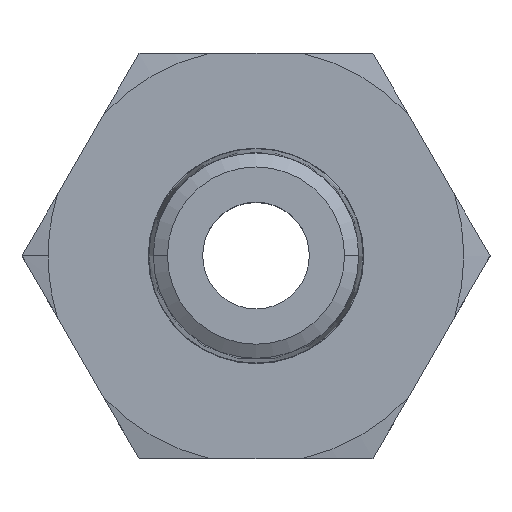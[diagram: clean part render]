
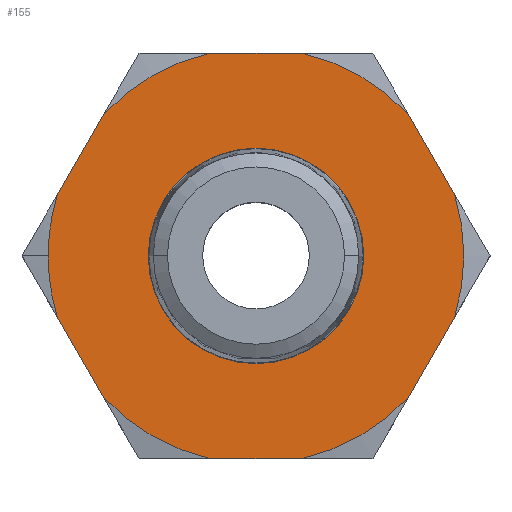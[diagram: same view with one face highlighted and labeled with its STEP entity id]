
A CAD part, top view. The second image highlights one B-rep face of the part: STEP entity #155.
In plain terms, the highlighted planar face has unit normal (0, 0, 1).
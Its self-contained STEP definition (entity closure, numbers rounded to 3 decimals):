
#8 = EDGE_LOOP ( 'NONE', ( #9, #21, #22, #151, #23, #153, #31, #36, #24, #30, #120, #117, #17 ) ) ;
#9 = ORIENTED_EDGE ( 'NONE', *, *, #10, .T. ) ;
#10 = EDGE_CURVE ( 'NONE', #54, #586, #500, .T. ) ;
#12 = EDGE_CURVE ( 'NONE', #49, #50, #689, .T. ) ;
#17 = ORIENTED_EDGE ( 'NONE', *, *, #55, .F. ) ;
#21 = ORIENTED_EDGE ( 'NONE', *, *, #466, .F. ) ;
#22 = ORIENTED_EDGE ( 'NONE', *, *, #152, .T. ) ;
#23 = ORIENTED_EDGE ( 'NONE', *, *, #609, .F. ) ;
#24 = ORIENTED_EDGE ( 'NONE', *, *, #456, .F. ) ;
#30 = ORIENTED_EDGE ( 'NONE', *, *, #138, .T. ) ;
#31 = ORIENTED_EDGE ( 'NONE', *, *, #523, .F. ) ;
#36 = ORIENTED_EDGE ( 'NONE', *, *, #150, .T. ) ;
#48 = VERTEX_POINT ( 'NONE', #704 ) ;
#49 = VERTEX_POINT ( 'NONE', #703 ) ;
#50 = VERTEX_POINT ( 'NONE', #699 ) ;
#54 = VERTEX_POINT ( 'NONE', #640 ) ;
#55 = EDGE_CURVE ( 'NONE', #54, #48, #639, .T. ) ;
#117 = ORIENTED_EDGE ( 'NONE', *, *, #118, .T. ) ;
#118 = EDGE_CURVE ( 'NONE', #49, #48, #822, .T. ) ;
#120 = ORIENTED_EDGE ( 'NONE', *, *, #12, .F. ) ;
#125 = EDGE_CURVE ( 'NONE', #449, #607, #796, .T. ) ;
#138 = EDGE_CURVE ( 'NONE', #602, #50, #835, .T. ) ;
#150 = EDGE_CURVE ( 'NONE', #603, #457, #777, .T. ) ;
#151 = ORIENTED_EDGE ( 'NONE', *, *, #353, .T. ) ;
#152 = EDGE_CURVE ( 'NONE', #479, #354, #772, .T. ) ;
#153 = ORIENTED_EDGE ( 'NONE', *, *, #125, .T. ) ;
#155 = ADVANCED_FACE ( 'NONE', ( #773, #790 ), #789, .F. ) ;
#156 = EDGE_LOOP ( 'NONE', ( #157, #158 ) ) ;
#157 = ORIENTED_EDGE ( 'NONE', *, *, #614, .F. ) ;
#158 = ORIENTED_EDGE ( 'NONE', *, *, #413, .F. ) ;
#353 = EDGE_CURVE ( 'NONE', #354, #363, #1209, .T. ) ;
#354 = VERTEX_POINT ( 'NONE', #1189 ) ;
#363 = VERTEX_POINT ( 'NONE', #1175 ) ;
#413 = EDGE_CURVE ( 'NONE', #576, #441, #1280, .T. ) ;
#441 = VERTEX_POINT ( 'NONE', #1394 ) ;
#449 = VERTEX_POINT ( 'NONE', #1399 ) ;
#456 = EDGE_CURVE ( 'NONE', #602, #457, #1347, .T. ) ;
#457 = VERTEX_POINT ( 'NONE', #1343 ) ;
#466 = EDGE_CURVE ( 'NONE', #479, #586, #1413, .T. ) ;
#479 = VERTEX_POINT ( 'NONE', #1461 ) ;
#497 = DIRECTION ( 'NONE',  ( 1., 0., 0. ) ) ;
#498 = DIRECTION ( 'NONE',  ( 0., 0., 1. ) ) ;
#499 = AXIS2_PLACEMENT_3D ( 'NONE', #506, #498, #497 ) ;
#500 = CIRCLE ( 'NONE', #499, 9.744 ) ;
#506 = CARTESIAN_POINT ( 'NONE',  ( 0., 0., 4.815 ) ) ;
#523 = EDGE_CURVE ( 'NONE', #603, #607, #1481, .T. ) ;
#576 = VERTEX_POINT ( 'NONE', #1553 ) ;
#586 = VERTEX_POINT ( 'NONE', #1578 ) ;
#602 = VERTEX_POINT ( 'NONE', #1635 ) ;
#603 = VERTEX_POINT ( 'NONE', #1637 ) ;
#607 = VERTEX_POINT ( 'NONE', #1602 ) ;
#609 = EDGE_CURVE ( 'NONE', #449, #363, #1644, .T. ) ;
#614 = EDGE_CURVE ( 'NONE', #441, #576, #1645, .T. ) ;
#636 = DIRECTION ( 'NONE',  ( 1., 0., 0. ) ) ;
#637 = VECTOR ( 'NONE', #636, 1000. ) ;
#638 = CARTESIAN_POINT ( 'NONE',  ( 0., 9.5, 4.815 ) ) ;
#639 = LINE ( 'NONE', #638, #637 ) ;
#640 = CARTESIAN_POINT ( 'NONE',  ( -2.167, 9.5, 4.815 ) ) ;
#661 = DIRECTION ( 'NONE',  ( 0.5, -0.866, 0. ) ) ;
#689 = LINE ( 'NONE', #726, #706 ) ;
#699 = CARTESIAN_POINT ( 'NONE',  ( 9.311, 2.873, 4.815 ) ) ;
#703 = CARTESIAN_POINT ( 'NONE',  ( 7.144, 6.627, 4.815 ) ) ;
#704 = CARTESIAN_POINT ( 'NONE',  ( 2.167, 9.5, 4.815 ) ) ;
#706 = VECTOR ( 'NONE', #661, 1000. ) ;
#726 = CARTESIAN_POINT ( 'NONE',  ( 3.477, 12.977, 4.815 ) ) ;
#740 = DIRECTION ( 'NONE',  ( 1., 0., 0. ) ) ;
#741 = DIRECTION ( 'NONE',  ( 0., 0., 1. ) ) ;
#742 = CARTESIAN_POINT ( 'NONE',  ( 0., 0., 4.815 ) ) ;
#743 = AXIS2_PLACEMENT_3D ( 'NONE', #742, #741, #740 ) ;
#751 = CARTESIAN_POINT ( 'NONE',  ( 0., 0., 4.815 ) ) ;
#762 = CARTESIAN_POINT ( 'NONE',  ( 0., 0., 4.815 ) ) ;
#769 = DIRECTION ( 'NONE',  ( 1., 0., 0. ) ) ;
#770 = DIRECTION ( 'NONE',  ( 0., 0., 1. ) ) ;
#771 = AXIS2_PLACEMENT_3D ( 'NONE', #778, #770, #769 ) ;
#772 = CIRCLE ( 'NONE', #771, 9.744 ) ;
#773 = FACE_BOUND ( 'NONE', #156, .T. ) ;
#774 = DIRECTION ( 'NONE',  ( 1., 0., 0. ) ) ;
#775 = DIRECTION ( 'NONE',  ( 0., 0., 1. ) ) ;
#776 = AXIS2_PLACEMENT_3D ( 'NONE', #762, #775, #774 ) ;
#777 = CIRCLE ( 'NONE', #776, 9.744 ) ;
#778 = CARTESIAN_POINT ( 'NONE',  ( 0., 0., 4.815 ) ) ;
#785 = DIRECTION ( 'NONE',  ( -1., 0., 0. ) ) ;
#786 = DIRECTION ( 'NONE',  ( 0., 0., -1. ) ) ;
#787 = CARTESIAN_POINT ( 'NONE',  ( 0., 10.97, 4.815 ) ) ;
#788 = AXIS2_PLACEMENT_3D ( 'NONE', #787, #786, #785 ) ;
#789 = PLANE ( 'NONE',  #788 ) ;
#790 = FACE_OUTER_BOUND ( 'NONE', #8, .T. ) ;
#793 = DIRECTION ( 'NONE',  ( 1., 0., 0. ) ) ;
#794 = DIRECTION ( 'NONE',  ( 0., 0., 1. ) ) ;
#795 = AXIS2_PLACEMENT_3D ( 'NONE', #751, #794, #793 ) ;
#796 = CIRCLE ( 'NONE', #795, 9.744 ) ;
#818 = DIRECTION ( 'NONE',  ( 1., 0., 0. ) ) ;
#819 = DIRECTION ( 'NONE',  ( 0., 0., 1. ) ) ;
#820 = CARTESIAN_POINT ( 'NONE',  ( 0., 0., 4.815 ) ) ;
#821 = AXIS2_PLACEMENT_3D ( 'NONE', #820, #819, #818 ) ;
#822 = CIRCLE ( 'NONE', #821, 9.744 ) ;
#835 = CIRCLE ( 'NONE', #743, 9.744 ) ;
#1175 = CARTESIAN_POINT ( 'NONE',  ( -9.311, -2.873, 4.815 ) ) ;
#1189 = CARTESIAN_POINT ( 'NONE',  ( -9.744, 0., 4.815 ) ) ;
#1190 = DIRECTION ( 'NONE',  ( 1., 0., 0. ) ) ;
#1191 = DIRECTION ( 'NONE',  ( 0., 0., 1. ) ) ;
#1207 = CARTESIAN_POINT ( 'NONE',  ( 0., 0., 4.815 ) ) ;
#1208 = AXIS2_PLACEMENT_3D ( 'NONE', #1207, #1191, #1190 ) ;
#1209 = CIRCLE ( 'NONE', #1208, 9.744 ) ;
#1276 = DIRECTION ( 'NONE',  ( 1., 0., 0. ) ) ;
#1277 = DIRECTION ( 'NONE',  ( 0., 0., 1. ) ) ;
#1278 = CARTESIAN_POINT ( 'NONE',  ( 0., 0., 4.815 ) ) ;
#1279 = AXIS2_PLACEMENT_3D ( 'NONE', #1278, #1277, #1276 ) ;
#1280 = CIRCLE ( 'NONE', #1279, 5.051 ) ;
#1343 = CARTESIAN_POINT ( 'NONE',  ( 7.144, -6.627, 4.815 ) ) ;
#1344 = DIRECTION ( 'NONE',  ( -0.5, -0.866, 0. ) ) ;
#1345 = VECTOR ( 'NONE', #1344, 1000. ) ;
#1346 = CARTESIAN_POINT ( 'NONE',  ( 12.977, 3.477, 4.815 ) ) ;
#1347 = LINE ( 'NONE', #1346, #1345 ) ;
#1394 = CARTESIAN_POINT ( 'NONE',  ( -5.051, 0., 4.815 ) ) ;
#1399 = CARTESIAN_POINT ( 'NONE',  ( -7.144, -6.627, 4.815 ) ) ;
#1410 = DIRECTION ( 'NONE',  ( 0.5, 0.866, 0. ) ) ;
#1411 = VECTOR ( 'NONE', #1410, 1000. ) ;
#1412 = CARTESIAN_POINT ( 'NONE',  ( -3.477, 12.977, 4.815 ) ) ;
#1413 = LINE ( 'NONE', #1412, #1411 ) ;
#1461 = CARTESIAN_POINT ( 'NONE',  ( -9.311, 2.873, 4.815 ) ) ;
#1480 = CARTESIAN_POINT ( 'NONE',  ( 0., -9.5, 4.815 ) ) ;
#1481 = LINE ( 'NONE', #1480, #1483 ) ;
#1483 = VECTOR ( 'NONE', #1484, 1000. ) ;
#1484 = DIRECTION ( 'NONE',  ( -1., 0., 0. ) ) ;
#1553 = CARTESIAN_POINT ( 'NONE',  ( 5.051, 0., 4.815 ) ) ;
#1578 = CARTESIAN_POINT ( 'NONE',  ( -7.144, 6.627, 4.815 ) ) ;
#1602 = CARTESIAN_POINT ( 'NONE',  ( -2.167, -9.5, 4.815 ) ) ;
#1618 = DIRECTION ( 'NONE',  ( 1., 0., 0. ) ) ;
#1619 = DIRECTION ( 'NONE',  ( 0., 0., 1. ) ) ;
#1620 = CARTESIAN_POINT ( 'NONE',  ( 0., 0., 4.815 ) ) ;
#1621 = AXIS2_PLACEMENT_3D ( 'NONE', #1620, #1619, #1618 ) ;
#1635 = CARTESIAN_POINT ( 'NONE',  ( 9.311, -2.873, 4.815 ) ) ;
#1637 = CARTESIAN_POINT ( 'NONE',  ( 2.167, -9.5, 4.815 ) ) ;
#1641 = DIRECTION ( 'NONE',  ( -0.5, 0.866, 0. ) ) ;
#1642 = VECTOR ( 'NONE', #1641, 1000. ) ;
#1643 = CARTESIAN_POINT ( 'NONE',  ( -12.977, 3.477, 4.815 ) ) ;
#1644 = LINE ( 'NONE', #1643, #1642 ) ;
#1645 = CIRCLE ( 'NONE', #1621, 5.051 ) ;
